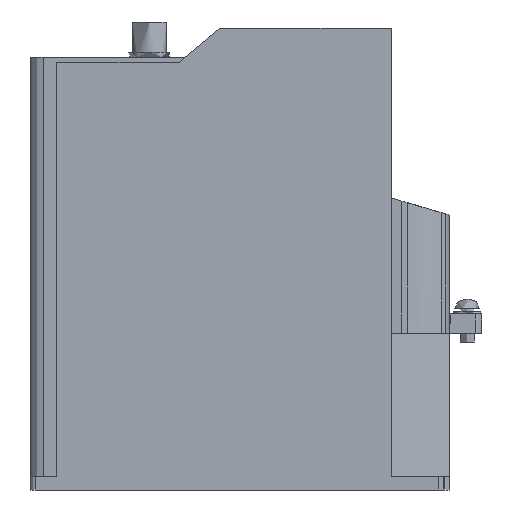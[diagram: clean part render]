
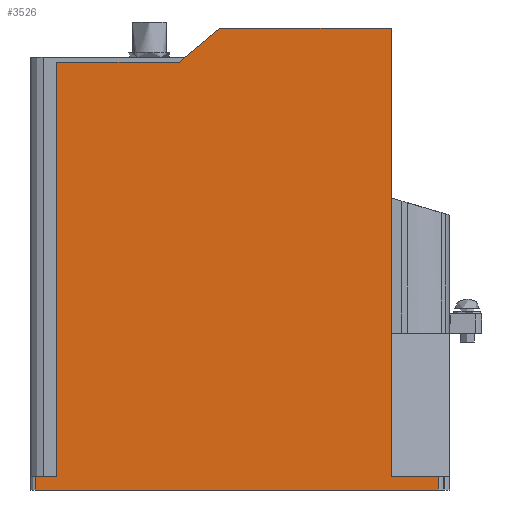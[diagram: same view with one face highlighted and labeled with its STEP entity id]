
A CAD part, left-side view. The second image highlights one B-rep face of the part: STEP entity #3526.
In plain terms, the highlighted planar face has unit normal (-1, 0, 0).
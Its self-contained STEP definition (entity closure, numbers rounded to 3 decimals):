
#458=FACE_OUTER_BOUND($,#797,.T.);
#797=EDGE_LOOP($,(#3027,#3028,#3029,#3030,#3031,#3032,#3033,#3034,#3035,
#3036));
#1227=VERTEX_POINT($,#11129);
#1228=VERTEX_POINT($,#11131);
#1229=VERTEX_POINT($,#11135);
#1230=VERTEX_POINT($,#11139);
#1231=VERTEX_POINT($,#11143);
#1232=VERTEX_POINT($,#11147);
#1233=VERTEX_POINT($,#11149);
#1234=VERTEX_POINT($,#11151);
#1235=VERTEX_POINT($,#11153);
#1236=VERTEX_POINT($,#11155);
#1836=EDGE_CURVE($,#1228,#1227,#5075,.T.);
#1839=EDGE_CURVE($,#1227,#1229,#5078,.T.);
#1841=EDGE_CURVE($,#1229,#1230,#5080,.T.);
#1843=EDGE_CURVE($,#1230,#1231,#5082,.T.);
#1844=EDGE_CURVE($,#1232,#1231,#5083,.T.);
#1845=EDGE_CURVE($,#1233,#1232,#5084,.T.);
#1846=EDGE_CURVE($,#1234,#1233,#5085,.T.);
#1847=EDGE_CURVE($,#1235,#1234,#5086,.T.);
#1848=EDGE_CURVE($,#1235,#1236,#5087,.T.);
#1849=EDGE_CURVE($,#1228,#1236,#5088,.T.);
#3027=ORIENTED_EDGE($,*,*,#1836,.T.);
#3028=ORIENTED_EDGE($,*,*,#1839,.T.);
#3029=ORIENTED_EDGE($,*,*,#1841,.T.);
#3030=ORIENTED_EDGE($,*,*,#1843,.T.);
#3031=ORIENTED_EDGE($,*,*,#1844,.F.);
#3032=ORIENTED_EDGE($,*,*,#1845,.F.);
#3033=ORIENTED_EDGE($,*,*,#1846,.F.);
#3034=ORIENTED_EDGE($,*,*,#1847,.F.);
#3035=ORIENTED_EDGE($,*,*,#1848,.T.);
#3036=ORIENTED_EDGE($,*,*,#1849,.F.);
#3264=PLANE($,#6475);
#3526=ADVANCED_FACE($,(#458),#3264,.T.);
#5075=LINE($,#11132,#5798);
#5078=LINE($,#11137,#5801);
#5080=LINE($,#11141,#5803);
#5082=LINE($,#11145,#5805);
#5083=LINE($,#11148,#5806);
#5084=LINE($,#11150,#5807);
#5085=LINE($,#11152,#5808);
#5086=LINE($,#11154,#5809);
#5087=LINE($,#11156,#5810);
#5088=LINE($,#11157,#5811);
#5798=VECTOR($,#8389,140.);
#5801=VECTOR($,#8394,53.674);
#5803=VECTOR($,#8398,16.405);
#5805=VECTOR($,#8402,38.221);
#5806=VECTOR($,#8405,129.5);
#5807=VECTOR($,#8406,6.779);
#5808=VECTOR($,#8407,4.2);
#5809=VECTOR($,#8408,126.);
#5810=VECTOR($,#8409,4.2);
#5811=VECTOR($,#8410,14.721);
#6475=AXIS2_PLACEMENT_3D($,#11146,#8403,#8404);
#8389=DIRECTION($,(0.,0.,1.));
#8394=DIRECTION($,(0.,1.,0.));
#8398=DIRECTION($,(0.,0.768,-0.64));
#8402=DIRECTION($,(0.,1.,0.));
#8403=DIRECTION('center_axis',(-1.,0.,0.));
#8404=DIRECTION('ref_axis',(0.,-1.,0.));
#8405=DIRECTION($,(0.,0.,1.));
#8406=DIRECTION($,(0.,-1.,0.));
#8407=DIRECTION($,(0.,0.,1.));
#8408=DIRECTION($,(0.,1.,0.));
#8409=DIRECTION($,(0.,0.,1.));
#8410=DIRECTION($,(0.,-1.,0.));
#11129=CARTESIAN_POINT('',(0.,-48.279,144.2));
#11131=CARTESIAN_POINT('',(0.,-48.279,4.2));
#11132=CARTESIAN_POINT($,(0.,-48.279,8.2));
#11135=CARTESIAN_POINT('',(0.,5.396,144.2));
#11137=CARTESIAN_POINT($,(0.,-48.279,144.2));
#11139=CARTESIAN_POINT('',(0.,18.,133.7));
#11141=CARTESIAN_POINT($,(0.,62.141,96.928));
#11143=CARTESIAN_POINT('',(0.,56.221,133.7));
#11145=CARTESIAN_POINT($,(0.,66.174,133.7));
#11146=CARTESIAN_POINT('Origin',(0.,63.,
8.2));
#11147=CARTESIAN_POINT('',(0.,56.221,4.2));
#11148=CARTESIAN_POINT($,(0.,56.221,12.4));
#11149=CARTESIAN_POINT('',(0.,63.,4.2));
#11150=CARTESIAN_POINT($,(0.,-63.,4.2));
#11151=CARTESIAN_POINT('',(0.,63.,0.));
#11152=CARTESIAN_POINT($,(0.,63.,0.));
#11153=CARTESIAN_POINT('',(0.,-63.,0.));
#11154=CARTESIAN_POINT($,(0.,-63.,0.));
#11155=CARTESIAN_POINT('',(0.,-63.,4.2));
#11156=CARTESIAN_POINT($,(0.,-63.,0.));
#11157=CARTESIAN_POINT($,(0.,-63.,4.2));
